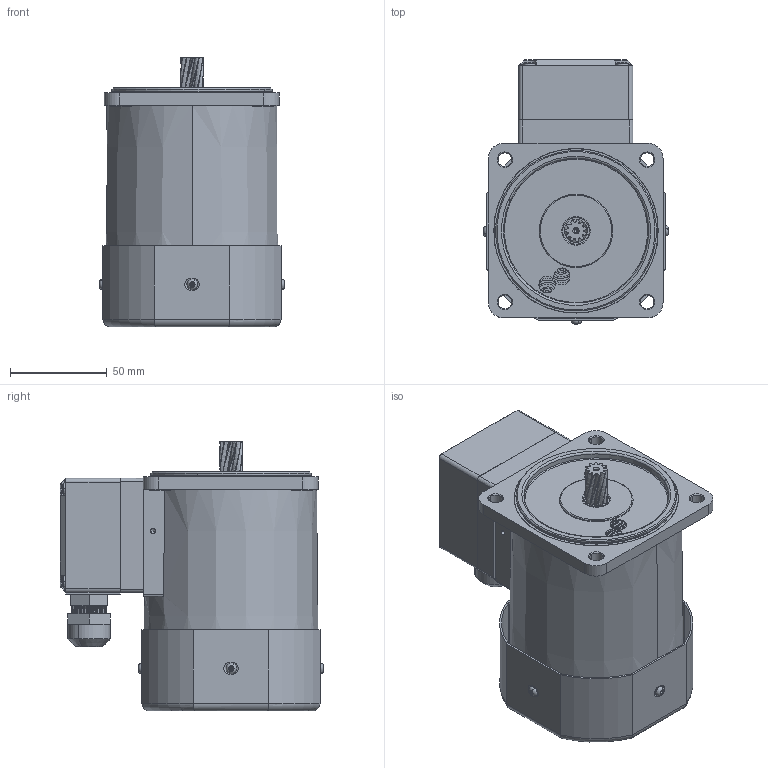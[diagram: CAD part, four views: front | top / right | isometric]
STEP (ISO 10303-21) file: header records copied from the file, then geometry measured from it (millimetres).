
FILE_DESCRIPTION (( 'STEP AP203' ), '1' );
FILE_NAME ('5IK60GX-¡¼FTs-5C085¡¼7000Z0.STEP', '2017-10-13T01:21:10', ( '' ), ( '' ), 'SwSTEP 2.0', 'SolidWorks 2010', '' );
FILE_SCHEMA (( 'CONFIG_CONTROL_DESIGN' ));
Length unit declared in the file: millimetre
Products named in the file (12): 出線頭 Ver.2; 風扇蓋FC-9042-21; 60GX; Ts上蓋; 5IK60GX-〖FTs-5C085〖7000Z0; M560Ts-F; 上蓋 C583-30; 丸頭十字螺絲M3x6_B18.6.7M - M3 x 0.5 x 8 Type I Cross Recessed PHMS --8C; 成品180度; Ts下蓋; Ts下墊片; 圓頭十字螺絲 M3 x 40 --40N_JIS B 1111 Binding head screw M3 x 40 --40N
Assembly tree (17 placements, depth 3):
  5IK60GX-〖FTs-5C085〖7000Z0
    丸頭十字螺絲M3x6_B18.6.7M - M3 x 0.5 x 8 Type I Cross Recessed PHMS --8C  x4
    風扇蓋FC-9042-21
    上蓋 C583-30
    成品180度
      Ts下蓋
      圓頭十字螺絲 M3 x 40 --40N_JIS B 1111 Binding head screw M3 x 40 --40N  x4
      Ts下墊片
      Ts上蓋
      出線頭 Ver.2
    60GX
    M560Ts-F
Bounding box: 95.99 x 136.29 x 139.5 mm (x, y, z)
Volume: 879223.8 mm3; surface area: 138074 mm2
Topology: 16 solids, 17 shells, 2896 faces, 7583 edges, 4772 vertices
Faces by surface type: cone 1354, cylinder 1076, plane 342, torus 75, bspline 33, sphere 16
Entity records: 55103 total; most frequent: CARTESIAN_POINT 21153, DIRECTION 7375, ORIENTED_EDGE 6682, EDGE_CURVE 3341, AXIS2_PLACEMENT_3D 3012, VERTEX_POINT 2123, CIRCLE 1727, EDGE_LOOP 1418
